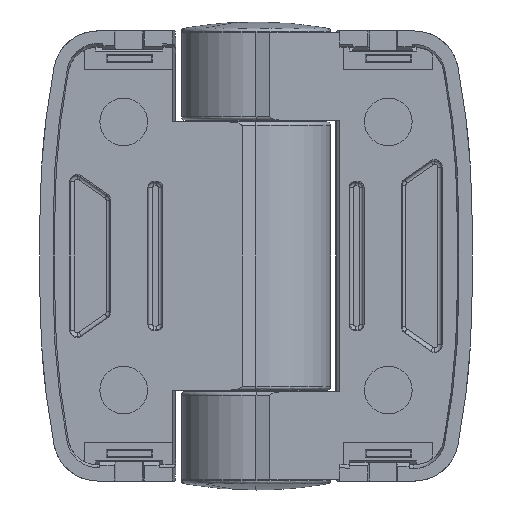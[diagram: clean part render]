
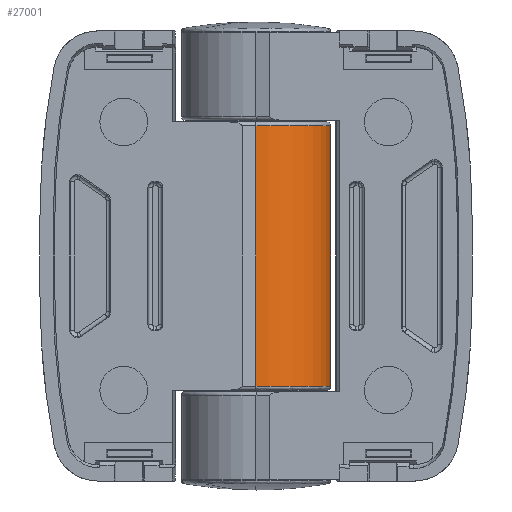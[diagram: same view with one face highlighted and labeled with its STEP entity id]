
A CAD part, front view. The second image highlights one B-rep face of the part: STEP entity #27001.
In plain terms, the highlighted cylindrical face has radius 10 mm (diameter 20 mm), a partial arc.
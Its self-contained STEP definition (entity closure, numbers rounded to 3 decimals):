
#569 = CARTESIAN_POINT ( 'NONE',  ( -10., 0., -16.556 ) ) ;
#1052 = DIRECTION ( 'NONE',  ( 0., 0., -1. ) ) ;
#2080 = CIRCLE ( 'NONE', #29107, 10. ) ;
#2545 = CARTESIAN_POINT ( 'NONE',  ( -10., -0.051, -17.5 ) ) ;
#2695 = CARTESIAN_POINT ( 'NONE',  ( -10., -0.034, -17.185 ) ) ;
#3259 = B_SPLINE_CURVE_WITH_KNOTS ( 'NONE', 3,
 ( #36147, #39436, #28516, #32532 ),
 .UNSPECIFIED., .F., .F.,
 ( 4, 4 ),
 ( 0., 1. ),
 .UNSPECIFIED. ) ;
#5384 = EDGE_CURVE ( 'NONE', #6315, #25706, #25825, .T. ) ;
#6315 = VERTEX_POINT ( 'NONE', #36321 ) ;
#6317 = AXIS2_PLACEMENT_3D ( 'NONE', #12227, #8180, #44218 ) ;
#6350 = EDGE_CURVE ( 'NONE', #25706, #31158, #21346, .T. ) ;
#7680 = EDGE_CURVE ( 'NONE', #39051, #33909, #21831, .T. ) ;
#7846 = CARTESIAN_POINT ( 'NONE',  ( 0., 0., -17.5 ) ) ;
#8180 = DIRECTION ( 'NONE',  ( 0., 0., -1. ) ) ;
#9683 = VERTEX_POINT ( 'NONE', #38247 ) ;
#10856 = ORIENTED_EDGE ( 'NONE', *, *, #22648, .T. ) ;
#12227 = CARTESIAN_POINT ( 'NONE',  ( 0., 0., 17.5 ) ) ;
#12751 = ORIENTED_EDGE ( 'NONE', *, *, #6350, .T. ) ;
#14021 = EDGE_CURVE ( 'NONE', #31158, #9683, #27239, .T. ) ;
#15693 = ORIENTED_EDGE ( 'NONE', *, *, #40978, .T. ) ;
#15766 = ORIENTED_EDGE ( 'NONE', *, *, #7680, .T. ) ;
#16045 = DIRECTION ( 'NONE',  ( 0., -1., 0. ) ) ;
#16637 = DIRECTION ( 'NONE',  ( 0., -1., 0. ) ) ;
#17524 = CARTESIAN_POINT ( 'NONE',  ( -10., 0., 17.5 ) ) ;
#18389 = CARTESIAN_POINT ( 'NONE',  ( -10., 0.291, 11.037 ) ) ;
#19578 = ORIENTED_EDGE ( 'NONE', *, *, #30653, .T. ) ;
#20263 = CARTESIAN_POINT ( 'NONE',  ( -10., 0., -17.5 ) ) ;
#21346 = CIRCLE ( 'NONE', #41788, 10. ) ;
#21691 = LINE ( 'NONE', #42342, #32251 ) ;
#21831 = CIRCLE ( 'NONE', #6317, 10. ) ;
#22648 = EDGE_CURVE ( 'NONE', #31676, #6315, #21691, .T. ) ;
#22948 = CARTESIAN_POINT ( 'NONE',  ( -10., -0.051, 17.5 ) ) ;
#23438 = AXIS2_PLACEMENT_3D ( 'NONE', #37173, #37633, #16045 ) ;
#23647 = CYLINDRICAL_SURFACE ( 'NONE', #23438, 10. ) ;
#24322 = CARTESIAN_POINT ( 'NONE',  ( -10., 0., -16.556 ) ) ;
#24370 = CARTESIAN_POINT ( 'NONE',  ( 0., 0., -17.5 ) ) ;
#25706 = VERTEX_POINT ( 'NONE', #34729 ) ;
#25825 = CIRCLE ( 'NONE', #31864, 10. ) ;
#26127 = CARTESIAN_POINT ( 'NONE',  ( -10., 0., 16.556 ) ) ;
#27001 = ADVANCED_FACE ( 'NONE', ( #35336 ), #23647, .T. ) ;
#27239 = CIRCLE ( 'NONE', #35499, 10. ) ;
#27491 = CARTESIAN_POINT ( 'NONE',  ( -10., 0., 16.556 ) ) ;
#27592 = ORIENTED_EDGE ( 'NONE', *, *, #42116, .T. ) ;
#28516 = CARTESIAN_POINT ( 'NONE',  ( -10., -0.034, 17.185 ) ) ;
#28601 = ORIENTED_EDGE ( 'NONE', *, *, #5384, .T. ) ;
#29107 = AXIS2_PLACEMENT_3D ( 'NONE', #29369, #1052, #32490 ) ;
#29369 = CARTESIAN_POINT ( 'NONE',  ( 0., 0., 17.5 ) ) ;
#30653 = EDGE_CURVE ( 'NONE', #36750, #35997, #41467, .T. ) ;
#30968 = DIRECTION ( 'NONE',  ( 0., 0., -1. ) ) ;
#31158 = VERTEX_POINT ( 'NONE', #20263 ) ;
#31676 = VERTEX_POINT ( 'NONE', #38752 ) ;
#31864 = AXIS2_PLACEMENT_3D ( 'NONE', #24370, #38413, #41992 ) ;
#31989 = ORIENTED_EDGE ( 'NONE', *, *, #14021, .T. ) ;
#32251 = VECTOR ( 'NONE', #30968, 1000. ) ;
#32490 = DIRECTION ( 'NONE',  ( 0., -1., 0. ) ) ;
#32532 = CARTESIAN_POINT ( 'NONE',  ( -10., -0.051, 17.5 ) ) ;
#32664 = CARTESIAN_POINT ( 'NONE',  ( -10., 0., -16.556 ) ) ;
#33909 = VERTEX_POINT ( 'NONE', #17524 ) ;
#34729 = CARTESIAN_POINT ( 'NONE',  ( 10., 0., -17.5 ) ) ;
#35336 = FACE_OUTER_BOUND ( 'NONE', #40920, .T. ) ;
#35499 = AXIS2_PLACEMENT_3D ( 'NONE', #41973, #45460, #16637 ) ;
#35997 = VERTEX_POINT ( 'NONE', #27491 ) ;
#36133 = CARTESIAN_POINT ( 'NONE',  ( -10., 0.291, -11.037 ) ) ;
#36147 = CARTESIAN_POINT ( 'NONE',  ( -10., 0., 16.556 ) ) ;
#36321 = CARTESIAN_POINT ( 'NONE',  ( 0., -10., -17.5 ) ) ;
#36750 = VERTEX_POINT ( 'NONE', #569 ) ;
#37173 = CARTESIAN_POINT ( 'NONE',  ( 0., 0., -30. ) ) ;
#37633 = DIRECTION ( 'NONE',  ( 0., 0., 1. ) ) ;
#38069 = CARTESIAN_POINT ( 'NONE',  ( -10., -0.017, -16.871 ) ) ;
#38247 = CARTESIAN_POINT ( 'NONE',  ( -10., -0.051, -17.5 ) ) ;
#38413 = DIRECTION ( 'NONE',  ( 0., 0., 1. ) ) ;
#38752 = CARTESIAN_POINT ( 'NONE',  ( 0., -10., 17.5 ) ) ;
#39051 = VERTEX_POINT ( 'NONE', #22948 ) ;
#39259 = ORIENTED_EDGE ( 'NONE', *, *, #39293, .T. ) ;
#39293 = EDGE_CURVE ( 'NONE', #33909, #31676, #2080, .T. ) ;
#39436 = CARTESIAN_POINT ( 'NONE',  ( -10., -0.017, 16.871 ) ) ;
#39920 = DIRECTION ( 'NONE',  ( 0., 0., 1. ) ) ;
#40196 = CARTESIAN_POINT ( 'NONE',  ( -9.981, 0.582, 0. ) ) ;
#40920 = EDGE_LOOP ( 'NONE', ( #19578, #27592, #15766, #39259, #10856, #28601, #12751, #31989, #15693 ) ) ;
#40978 = EDGE_CURVE ( 'NONE', #9683, #36750, #45186, .T. ) ;
#41467 = B_SPLINE_CURVE_WITH_KNOTS ( 'NONE', 3,
 ( #32664, #36133, #40196, #18389, #26127 ),
 .UNSPECIFIED., .F., .F.,
 ( 4, 1, 4 ),
 ( 0., 0.5, 1. ),
 .UNSPECIFIED. ) ;
#41788 = AXIS2_PLACEMENT_3D ( 'NONE', #7846, #39920, #43448 ) ;
#41973 = CARTESIAN_POINT ( 'NONE',  ( 0., 0., -17.5 ) ) ;
#41992 = DIRECTION ( 'NONE',  ( 0., -1., 0. ) ) ;
#42116 = EDGE_CURVE ( 'NONE', #35997, #39051, #3259, .T. ) ;
#42342 = CARTESIAN_POINT ( 'NONE',  ( 0., -10., -30. ) ) ;
#43448 = DIRECTION ( 'NONE',  ( 0., -1., 0. ) ) ;
#44218 = DIRECTION ( 'NONE',  ( 0., -1., 0. ) ) ;
#45186 = B_SPLINE_CURVE_WITH_KNOTS ( 'NONE', 3,
 ( #2545, #2695, #38069, #24322 ),
 .UNSPECIFIED., .F., .F.,
 ( 4, 4 ),
 ( 0., 1. ),
 .UNSPECIFIED. ) ;
#45460 = DIRECTION ( 'NONE',  ( 0., 0., 1. ) ) ;
